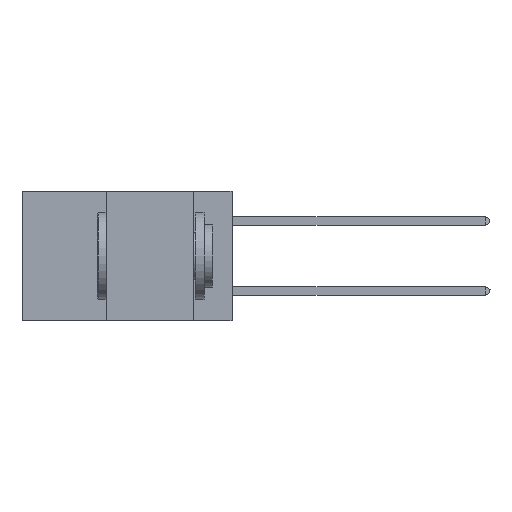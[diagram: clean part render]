
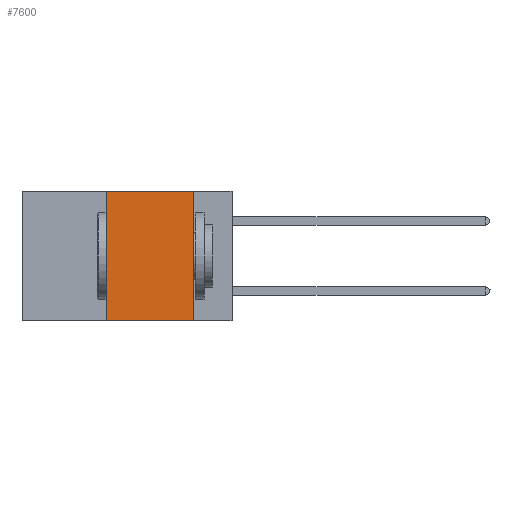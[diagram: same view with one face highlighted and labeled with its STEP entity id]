
A CAD part, left-side view. The second image highlights one B-rep face of the part: STEP entity #7600.
In plain terms, the highlighted planar face has unit normal (-1, 0, 0).
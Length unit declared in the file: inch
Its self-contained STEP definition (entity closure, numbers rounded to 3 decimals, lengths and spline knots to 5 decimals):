
#32 = VECTOR ( 'NONE', #1728, 39.37008 ) ;
#43 = CARTESIAN_POINT ( 'NONE',  ( 0., 0.36, 0. ) ) ;
#1498 = CARTESIAN_POINT ( 'NONE',  ( 0., 0.6, 0. ) ) ;
#1714 = VECTOR ( 'NONE', #13107, 39.37008 ) ;
#1728 = DIRECTION ( 'NONE',  ( 0., 0., 1. ) ) ;
#2190 = DIRECTION ( 'NONE',  ( 1., 0., 0. ) ) ;
#2372 = VERTEX_POINT ( 'NONE', #14735 ) ;
#2935 = CARTESIAN_POINT ( 'NONE',  ( 0., 0.6, -0.37 ) ) ;
#3131 = DIRECTION ( 'NONE',  ( 0., -1., 0. ) ) ;
#4208 = DIRECTION ( 'NONE',  ( 0., 0., -1. ) ) ;
#5191 = EDGE_CURVE ( 'NONE', #2372, #17294, #7343, .T. ) ;
#5505 = VERTEX_POINT ( 'NONE', #11708 ) ;
#5531 = PLANE ( 'NONE',  #13609 ) ;
#5601 = CARTESIAN_POINT ( 'NONE',  ( 0., 0.6, 0. ) ) ;
#6368 = EDGE_LOOP ( 'NONE', ( #9584, #11533, #11376, #12458 ) ) ;
#7343 = LINE ( 'NONE', #2935, #15845 ) ;
#7600 = ADVANCED_FACE ( 'NONE', ( #9259 ), #5531, .F. ) ;
#7895 = DIRECTION ( 'NONE',  ( 0., -1., 0. ) ) ;
#9259 = FACE_OUTER_BOUND ( 'NONE', #6368, .T. ) ;
#9584 = ORIENTED_EDGE ( 'NONE', *, *, #17214, .F. ) ;
#10208 = CARTESIAN_POINT ( 'NONE',  ( 0., 0.11, 0. ) ) ;
#11376 = ORIENTED_EDGE ( 'NONE', *, *, #17034, .F. ) ;
#11533 = ORIENTED_EDGE ( 'NONE', *, *, #18904, .F. ) ;
#11623 = CARTESIAN_POINT ( 'NONE',  ( 0., 0.11, -0.37 ) ) ;
#11708 = CARTESIAN_POINT ( 'NONE',  ( 0., 0.11, 0. ) ) ;
#12458 = ORIENTED_EDGE ( 'NONE', *, *, #5191, .T. ) ;
#12835 = CARTESIAN_POINT ( 'NONE',  ( 0., 0.36, 0. ) ) ;
#13107 = DIRECTION ( 'NONE',  ( 0., 0., -1. ) ) ;
#13179 = LINE ( 'NONE', #43, #32 ) ;
#13552 = VERTEX_POINT ( 'NONE', #12835 ) ;
#13609 = AXIS2_PLACEMENT_3D ( 'NONE', #5601, #2190, #4208 ) ;
#14735 = CARTESIAN_POINT ( 'NONE',  ( 0., 0.36, -0.37 ) ) ;
#15845 = VECTOR ( 'NONE', #3131, 39.37008 ) ;
#16521 = VECTOR ( 'NONE', #7895, 39.37008 ) ;
#17034 = EDGE_CURVE ( 'NONE', #2372, #13552, #13179, .T. ) ;
#17214 = EDGE_CURVE ( 'NONE', #5505, #17294, #19755, .T. ) ;
#17294 = VERTEX_POINT ( 'NONE', #11623 ) ;
#18904 = EDGE_CURVE ( 'NONE', #13552, #5505, #19684, .T. ) ;
#19684 = LINE ( 'NONE', #1498, #16521 ) ;
#19755 = LINE ( 'NONE', #10208, #1714 ) ;
